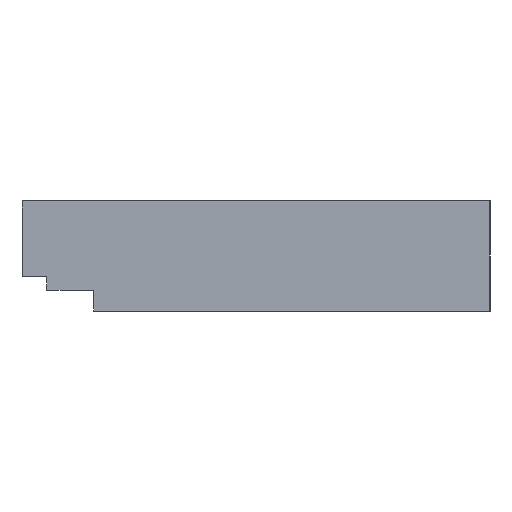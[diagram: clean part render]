
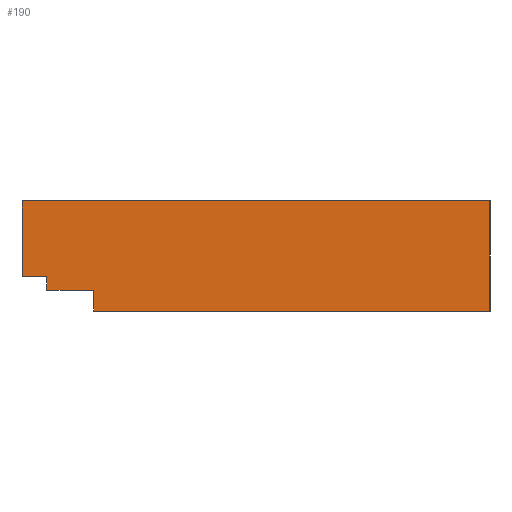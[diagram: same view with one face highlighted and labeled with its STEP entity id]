
A CAD part, left-side view. The second image highlights one B-rep face of the part: STEP entity #190.
In plain terms, the highlighted planar face has unit normal (-1, 0, 0).
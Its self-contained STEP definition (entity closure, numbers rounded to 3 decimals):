
#39 = DIRECTION ( 'NONE',  ( 0., -1., 0. ) ) ;
#74 = DIRECTION ( 'NONE',  ( 0., 0., -1. ) ) ;
#96 = DIRECTION ( 'NONE',  ( 0., -1., 0. ) ) ;
#137 = CARTESIAN_POINT ( 'NONE',  ( 0., 0., 8. ) ) ;
#163 = ORIENTED_EDGE ( 'NONE', *, *, #1824, .F. ) ;
#172 = CARTESIAN_POINT ( 'NONE',  ( 0., 0., 8. ) ) ;
#190 = ADVANCED_FACE ( 'NONE', ( #853 ), #1772, .F. ) ;
#191 = VECTOR ( 'NONE', #289, 1000. ) ;
#210 = LINE ( 'NONE', #787, #959 ) ;
#257 = ORIENTED_EDGE ( 'NONE', *, *, #497, .T. ) ;
#280 = VECTOR ( 'NONE', #39, 1000. ) ;
#289 = DIRECTION ( 'NONE',  ( 0., 0., -1. ) ) ;
#294 = DIRECTION ( 'NONE',  ( 0., 0., -1. ) ) ;
#314 = ORIENTED_EDGE ( 'NONE', *, *, #1693, .T. ) ;
#315 = CARTESIAN_POINT ( 'NONE',  ( 0., 34., 8. ) ) ;
#331 = CARTESIAN_POINT ( 'NONE',  ( 0., 32.2, 2.5 ) ) ;
#364 = CARTESIAN_POINT ( 'NONE',  ( 0., 28.8, 1.5 ) ) ;
#368 = VECTOR ( 'NONE', #96, 1000. ) ;
#405 = CARTESIAN_POINT ( 'NONE',  ( 0., 34., 8. ) ) ;
#422 = VERTEX_POINT ( 'NONE', #172 ) ;
#451 = CARTESIAN_POINT ( 'NONE',  ( 0., 34., 8. ) ) ;
#459 = VERTEX_POINT ( 'NONE', #1169 ) ;
#464 = LINE ( 'NONE', #451, #2048 ) ;
#497 = EDGE_CURVE ( 'NONE', #695, #581, #1123, .T. ) ;
#547 = VERTEX_POINT ( 'NONE', #315 ) ;
#581 = VERTEX_POINT ( 'NONE', #364 ) ;
#594 = VECTOR ( 'NONE', #1823, 1000. ) ;
#608 = DIRECTION ( 'NONE',  ( 0., 0., -1. ) ) ;
#621 = CARTESIAN_POINT ( 'NONE',  ( 0., 0., 0. ) ) ;
#631 = CARTESIAN_POINT ( 'NONE',  ( 0., 32.2, 1.5 ) ) ;
#695 = VERTEX_POINT ( 'NONE', #1818 ) ;
#730 = EDGE_CURVE ( 'NONE', #1989, #695, #1541, .T. ) ;
#783 = AXIS2_PLACEMENT_3D ( 'NONE', #405, #1911, #74 ) ;
#787 = CARTESIAN_POINT ( 'NONE',  ( 0., 34., 0. ) ) ;
#814 = LINE ( 'NONE', #137, #594 ) ;
#853 = FACE_OUTER_BOUND ( 'NONE', #1202, .T. ) ;
#873 = EDGE_CURVE ( 'NONE', #547, #2001, #464, .T. ) ;
#930 = VECTOR ( 'NONE', #1014, 1000. ) ;
#959 = VECTOR ( 'NONE', #1107, 1000. ) ;
#976 = EDGE_CURVE ( 'NONE', #459, #1175, #210, .T. ) ;
#995 = LINE ( 'NONE', #1291, #1101 ) ;
#1014 = DIRECTION ( 'NONE',  ( 0., -1., 0. ) ) ;
#1038 = ORIENTED_EDGE ( 'NONE', *, *, #730, .T. ) ;
#1101 = VECTOR ( 'NONE', #608, 1000. ) ;
#1107 = DIRECTION ( 'NONE',  ( 0., -1., 0. ) ) ;
#1123 = LINE ( 'NONE', #1671, #930 ) ;
#1125 = ORIENTED_EDGE ( 'NONE', *, *, #1485, .F. ) ;
#1133 = CARTESIAN_POINT ( 'NONE',  ( 0., 32.2, 2.5 ) ) ;
#1169 = CARTESIAN_POINT ( 'NONE',  ( 0., 28.8, 0. ) ) ;
#1172 = ORIENTED_EDGE ( 'NONE', *, *, #976, .T. ) ;
#1175 = VERTEX_POINT ( 'NONE', #621 ) ;
#1202 = EDGE_LOOP ( 'NONE', ( #257, #314, #1172, #163, #1125, #2090, #1295, #1038 ) ) ;
#1291 = CARTESIAN_POINT ( 'NONE',  ( 0., 28.8, 1.5 ) ) ;
#1295 = ORIENTED_EDGE ( 'NONE', *, *, #1644, .T. ) ;
#1485 = EDGE_CURVE ( 'NONE', #547, #422, #2062, .T. ) ;
#1529 = CARTESIAN_POINT ( 'NONE',  ( 0., 34., 2.5 ) ) ;
#1541 = LINE ( 'NONE', #631, #191 ) ;
#1621 = LINE ( 'NONE', #1133, #368 ) ;
#1644 = EDGE_CURVE ( 'NONE', #2001, #1989, #1621, .T. ) ;
#1671 = CARTESIAN_POINT ( 'NONE',  ( 0., 32.2, 1.5 ) ) ;
#1693 = EDGE_CURVE ( 'NONE', #581, #459, #995, .T. ) ;
#1772 = PLANE ( 'NONE',  #783 ) ;
#1818 = CARTESIAN_POINT ( 'NONE',  ( 0., 32.2, 1.5 ) ) ;
#1823 = DIRECTION ( 'NONE',  ( 0., 0., -1. ) ) ;
#1824 = EDGE_CURVE ( 'NONE', #422, #1175, #814, .T. ) ;
#1911 = DIRECTION ( 'NONE',  ( 1., 0., 0. ) ) ;
#1989 = VERTEX_POINT ( 'NONE', #331 ) ;
#2001 = VERTEX_POINT ( 'NONE', #1529 ) ;
#2048 = VECTOR ( 'NONE', #294, 1000. ) ;
#2059 = CARTESIAN_POINT ( 'NONE',  ( 0., 34., 8. ) ) ;
#2062 = LINE ( 'NONE', #2059, #280 ) ;
#2090 = ORIENTED_EDGE ( 'NONE', *, *, #873, .T. ) ;
